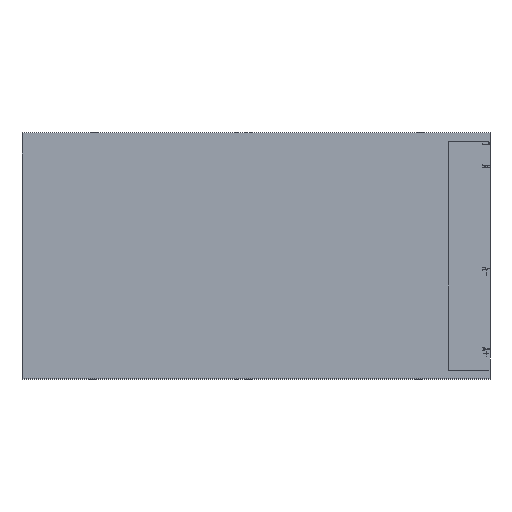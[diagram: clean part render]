
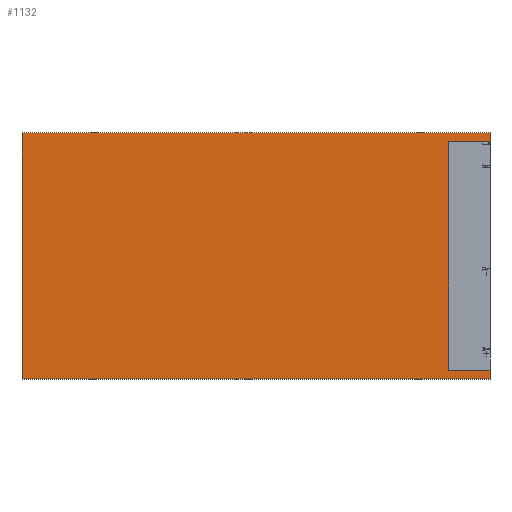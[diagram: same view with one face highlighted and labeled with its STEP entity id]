
A CAD part, top view. The second image highlights one B-rep face of the part: STEP entity #1132.
In plain terms, the highlighted planar face has unit normal (0, 0, 1).
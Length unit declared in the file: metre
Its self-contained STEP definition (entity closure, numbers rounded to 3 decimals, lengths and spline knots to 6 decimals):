
#21 = LINE ( 'NONE', #1078, #846 ) ;
#221 = CARTESIAN_POINT ( 'NONE',  ( -0.1075, 0.0565, 0.05 ) ) ;
#305 = CARTESIAN_POINT ( 'NONE',  ( -0.1075, -0.0565, 0.05 ) ) ;
#397 = VECTOR ( 'NONE', #3392, 1. ) ;
#520 = CARTESIAN_POINT ( 'NONE',  ( 0.1075, -0.052516, 0.05 ) ) ;
#546 = DIRECTION ( 'NONE',  ( 0., 0., 1. ) ) ;
#616 = DIRECTION ( 'NONE',  ( 1., 0., 0. ) ) ;
#641 = CARTESIAN_POINT ( 'NONE',  ( -0.1075, -0.0565, 0.05 ) ) ;
#667 = DIRECTION ( 'NONE',  ( -1., 0., 0. ) ) ;
#674 = LINE ( 'NONE', #3539, #4588 ) ;
#729 = DIRECTION ( 'NONE',  ( 1., 0., 0. ) ) ;
#803 = EDGE_LOOP ( 'NONE', ( #2392, #3558, #2776, #2541, #4439, #1283, #1733, #3005 ) ) ;
#845 = CARTESIAN_POINT ( 'NONE',  ( 0.1075, -0.0565, 0.05 ) ) ;
#846 = VECTOR ( 'NONE', #2888, 1. ) ;
#966 = EDGE_CURVE ( 'NONE', #2317, #2555, #1767, .T. ) ;
#1044 = DIRECTION ( 'NONE',  ( -1., 0., 0. ) ) ;
#1078 = CARTESIAN_POINT ( 'NONE',  ( 0.0885, 0., 0.05 ) ) ;
#1132 = ADVANCED_FACE ( 'NONE', ( #2520 ), #3950, .T. ) ;
#1221 = VECTOR ( 'NONE', #616, 1. ) ;
#1264 = VERTEX_POINT ( 'NONE', #4134 ) ;
#1283 = ORIENTED_EDGE ( 'NONE', *, *, #1449, .T. ) ;
#1291 = VERTEX_POINT ( 'NONE', #305 ) ;
#1338 = LINE ( 'NONE', #641, #1221 ) ;
#1380 = VECTOR ( 'NONE', #667, 1. ) ;
#1392 = EDGE_CURVE ( 'NONE', #2555, #1264, #21, .T. ) ;
#1449 = EDGE_CURVE ( 'NONE', #4476, #3007, #3337, .T. ) ;
#1599 = DIRECTION ( 'NONE',  ( 0., -1., 0. ) ) ;
#1601 = DIRECTION ( 'NONE',  ( 1., 0., 0. ) ) ;
#1722 = VERTEX_POINT ( 'NONE', #221 ) ;
#1733 = ORIENTED_EDGE ( 'NONE', *, *, #4209, .T. ) ;
#1738 = EDGE_CURVE ( 'NONE', #3263, #2317, #2740, .T. ) ;
#1767 = LINE ( 'NONE', #3155, #1380 ) ;
#1896 = CARTESIAN_POINT ( 'NONE',  ( 0.1075, -0.0565, 0.05 ) ) ;
#1904 = LINE ( 'NONE', #2585, #3245 ) ;
#2060 = DIRECTION ( 'NONE',  ( 0., 1., 0. ) ) ;
#2111 = EDGE_CURVE ( 'NONE', #1291, #3263, #1338, .T. ) ;
#2287 = CARTESIAN_POINT ( 'NONE',  ( 0., 0., 0.05 ) ) ;
#2317 = VERTEX_POINT ( 'NONE', #520 ) ;
#2392 = ORIENTED_EDGE ( 'NONE', *, *, #2111, .T. ) ;
#2512 = CARTESIAN_POINT ( 'NONE',  ( 0., 0.0525, 0.05 ) ) ;
#2520 = FACE_OUTER_BOUND ( 'NONE', #803, .T. ) ;
#2541 = ORIENTED_EDGE ( 'NONE', *, *, #1392, .T. ) ;
#2555 = VERTEX_POINT ( 'NONE', #3543 ) ;
#2585 = CARTESIAN_POINT ( 'NONE',  ( -0.1075, 0.0565, 0.05 ) ) ;
#2740 = LINE ( 'NONE', #4169, #397 ) ;
#2776 = ORIENTED_EDGE ( 'NONE', *, *, #966, .T. ) ;
#2806 = CARTESIAN_POINT ( 'NONE',  ( 0.1075, 0.0525, 0.05 ) ) ;
#2888 = DIRECTION ( 'NONE',  ( 0., 1., 0. ) ) ;
#2944 = CARTESIAN_POINT ( 'NONE',  ( 0.1075, 0.0565, 0.05 ) ) ;
#3005 = ORIENTED_EDGE ( 'NONE', *, *, #4608, .T. ) ;
#3007 = VERTEX_POINT ( 'NONE', #2944 ) ;
#3155 = CARTESIAN_POINT ( 'NONE',  ( 0., -0.052516, 0.05 ) ) ;
#3245 = VECTOR ( 'NONE', #1599, 1. ) ;
#3263 = VERTEX_POINT ( 'NONE', #1896 ) ;
#3337 = LINE ( 'NONE', #845, #4220 ) ;
#3392 = DIRECTION ( 'NONE',  ( 0., 1., 0. ) ) ;
#3523 = LINE ( 'NONE', #2512, #4585 ) ;
#3539 = CARTESIAN_POINT ( 'NONE',  ( 0.1075, 0.0565, 0.05 ) ) ;
#3543 = CARTESIAN_POINT ( 'NONE',  ( 0.0885, -0.052516, 0.05 ) ) ;
#3558 = ORIENTED_EDGE ( 'NONE', *, *, #1738, .T. ) ;
#3929 = EDGE_CURVE ( 'NONE', #1264, #4476, #3523, .T. ) ;
#3950 = PLANE ( 'NONE',  #4360 ) ;
#4134 = CARTESIAN_POINT ( 'NONE',  ( 0.0885, 0.0525, 0.05 ) ) ;
#4169 = CARTESIAN_POINT ( 'NONE',  ( 0.1075, -0.0565, 0.05 ) ) ;
#4209 = EDGE_CURVE ( 'NONE', #3007, #1722, #674, .T. ) ;
#4220 = VECTOR ( 'NONE', #2060, 1. ) ;
#4360 = AXIS2_PLACEMENT_3D ( 'NONE', #2287, #546, #1601 ) ;
#4439 = ORIENTED_EDGE ( 'NONE', *, *, #3929, .T. ) ;
#4476 = VERTEX_POINT ( 'NONE', #2806 ) ;
#4585 = VECTOR ( 'NONE', #729, 1. ) ;
#4588 = VECTOR ( 'NONE', #1044, 1. ) ;
#4608 = EDGE_CURVE ( 'NONE', #1722, #1291, #1904, .T. ) ;
